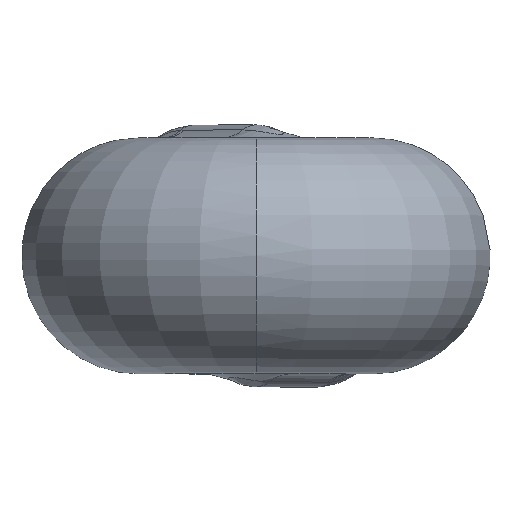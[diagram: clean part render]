
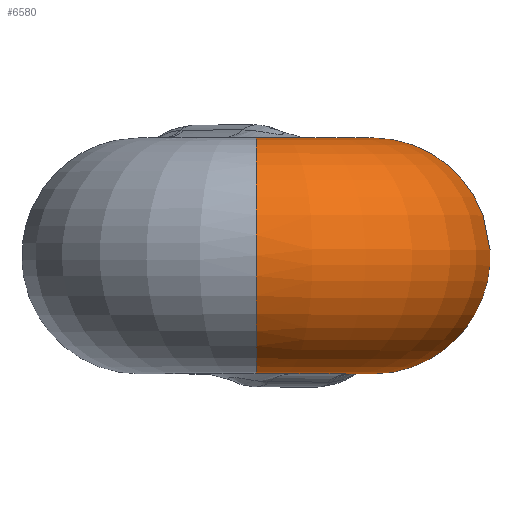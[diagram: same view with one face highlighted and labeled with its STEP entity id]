
A CAD part, top view. The second image highlights one B-rep face of the part: STEP entity #6580.
In plain terms, the highlighted toroidal (fillet/blend) face has major radius 2.25 mm and minor radius 2.25 mm.
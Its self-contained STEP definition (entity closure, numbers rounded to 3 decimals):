
#10 = VERTEX_POINT ( 'NONE', #100 ) ;
#100 = CARTESIAN_POINT ( 'NONE',  ( 0., -2.25, 7.75 ) ) ;
#426 = CARTESIAN_POINT ( 'NONE',  ( 0.517, -2.248, 3.213 ) ) ;
#437 = EDGE_LOOP ( 'NONE', ( #15947, #2026, #2571, #4499, #9424, #13177, #4750, #10725 ) ) ;
#698 = CARTESIAN_POINT ( 'NONE',  ( 1.81, -2.248, 4.01 ) ) ;
#714 = B_SPLINE_CURVE_WITH_KNOTS ( 'NONE', 3,
 ( #426, #11999, #13385, #16019 ),
 .UNSPECIFIED., .F., .F.,
 ( 4, 4 ),
 ( 0., 0. ),
 .UNSPECIFIED. ) ;
#831 = CARTESIAN_POINT ( 'NONE',  ( 0.928, -0.944, 1.301 ) ) ;
#908 = CARTESIAN_POINT ( 'NONE',  ( 0.964, -1.787, 1.967 ) ) ;
#1080 = CARTESIAN_POINT ( 'NONE',  ( 1.899, -2.241, 3.854 ) ) ;
#1442 = AXIS2_PLACEMENT_3D ( 'NONE', #14414, #3632, #9029 ) ;
#1678 = DIRECTION ( 'NONE',  ( 0., 0., 1. ) ) ;
#1914 = DIRECTION ( 'NONE',  ( 0., 0., 1. ) ) ;
#1949 = EDGE_CURVE ( 'NONE', #5629, #9026, #5710, .T. ) ;
#2026 = ORIENTED_EDGE ( 'NONE', *, *, #12156, .T. ) ;
#2475 = CARTESIAN_POINT ( 'NONE',  ( 0.713, -2.214, 2.909 ) ) ;
#2480 = VERTEX_POINT ( 'NONE', #11894 ) ;
#2568 = CARTESIAN_POINT ( 'NONE',  ( 2.253, -2.059, 3.263 ) ) ;
#2571 = ORIENTED_EDGE ( 'NONE', *, *, #12841, .F. ) ;
#2755 = AXIS2_PLACEMENT_3D ( 'NONE', #3037, #12268, #9409 ) ;
#3037 = CARTESIAN_POINT ( 'NONE',  ( 0., 0., 3.25 ) ) ;
#3237 = EDGE_CURVE ( 'NONE', #9026, #8205, #714, .T. ) ;
#3522 = CARTESIAN_POINT ( 'NONE',  ( 2.749, -1.557, 2.715 ) ) ;
#3632 = DIRECTION ( 'NONE',  ( -1., 0., 0. ) ) ;
#3774 = CARTESIAN_POINT ( 'NONE',  ( 2.357, 0.055, 1.667 ) ) ;
#3871 = CIRCLE ( 'NONE', #2755, 2.25 ) ;
#4132 = EDGE_CURVE ( 'NONE', #10, #2480, #8884, .T. ) ;
#4246 = DIRECTION ( 'NONE',  ( 0., 1., 0. ) ) ;
#4352 = CARTESIAN_POINT ( 'NONE',  ( 1.777, -2.25, 4.07 ) ) ;
#4499 = ORIENTED_EDGE ( 'NONE', *, *, #4132, .F. ) ;
#4617 = EDGE_CURVE ( 'NONE', #8205, #9162, #16955, .T. ) ;
#4750 = ORIENTED_EDGE ( 'NONE', *, *, #1949, .T. ) ;
#4790 = CARTESIAN_POINT ( 'NONE',  ( 2.628, -0.101, 1.844 ) ) ;
#4880 = CARTESIAN_POINT ( 'NONE',  ( 0.928, -1.547, 1.689 ) ) ;
#4961 = CARTESIAN_POINT ( 'NONE',  ( 2.156, -2.126, 3.403 ) ) ;
#5097 = DIRECTION ( 'NONE',  ( 0., 1., 0. ) ) ;
#5321 = CIRCLE ( 'NONE', #6185, 2.25 ) ;
#5377 = EDGE_CURVE ( 'NONE', #10, #6213, #12143, .T. ) ;
#5476 = DIRECTION ( 'NONE',  ( 0., 1., 0. ) ) ;
#5629 = VERTEX_POINT ( 'NONE', #698 ) ;
#5710 = B_SPLINE_CURVE_WITH_KNOTS ( 'NONE', 3,
 ( #11372, #1080, #6344, #4961, #2568, #8849, #3522, #16685, #10066, #14145, #11619, #15707, #7812, #16767, #4790, #7557, #3774, #12771, #6427, #15376, #15622, #14393, #14307, #6253, #16934, #14057, #12851, #831, #11705, #4880, #908, #11533, #6173, #2475, #17020, #16854 ),
 .UNSPECIFIED., .F., .F.,
 ( 4, 2, 2, 2, 2, 2, 2, 2, 2, 2, 2, 2, 2, 2, 2, 2, 2, 4 ),
 ( 0., 0.001, 0.001, 0.002, 0.003, 0.003, 0.003, 0.004, 0.004, 0.004, 0.005, 0.005, 0.006, 0.006, 0.006, 0.007, 0.008, 0.009 ),
 .UNSPECIFIED. ) ;
#5740 = CARTESIAN_POINT ( 'NONE',  ( 1.793, -2.249, 4.039 ) ) ;
#6069 = AXIS2_PLACEMENT_3D ( 'NONE', #10642, #5097, #7860 ) ;
#6173 = CARTESIAN_POINT ( 'NONE',  ( 0.855, -2.118, 2.592 ) ) ;
#6185 = AXIS2_PLACEMENT_3D ( 'NONE', #11603, #8913, #11513 ) ;
#6213 = VERTEX_POINT ( 'NONE', #16502 ) ;
#6236 = EDGE_CURVE ( 'NONE', #6213, #5629, #9480, .T. ) ;
#6253 = CARTESIAN_POINT ( 'NONE',  ( 1.11, -0.362, 1.168 ) ) ;
#6344 = CARTESIAN_POINT ( 'NONE',  ( 1.98, -2.216, 3.698 ) ) ;
#6427 = CARTESIAN_POINT ( 'NONE',  ( 2.129, 0.118, 1.538 ) ) ;
#6504 = CARTESIAN_POINT ( 'NONE',  ( 0.457, -2.25, 3.297 ) ) ;
#6580 = ADVANCED_FACE ( 'NONE', ( #13496 ), #9418, .T. ) ;
#6708 = CARTESIAN_POINT ( 'NONE',  ( 0., 2.25, 3.25 ) ) ;
#7106 = CARTESIAN_POINT ( 'NONE',  ( 0., 0., 5.5 ) ) ;
#7557 = CARTESIAN_POINT ( 'NONE',  ( 2.428, 0.023, 1.71 ) ) ;
#7812 = CARTESIAN_POINT ( 'NONE',  ( 2.851, -0.421, 2.068 ) ) ;
#7856 = VERTEX_POINT ( 'NONE', #6708 ) ;
#7860 = DIRECTION ( 'NONE',  ( 0., 0., 1. ) ) ;
#8205 = VERTEX_POINT ( 'NONE', #6504 ) ;
#8849 = CARTESIAN_POINT ( 'NONE',  ( 2.547, -1.804, 2.9 ) ) ;
#8884 = CIRCLE ( 'NONE', #1442, 2.25 ) ;
#8913 = DIRECTION ( 'NONE',  ( 0., 1., 0. ) ) ;
#9026 = VERTEX_POINT ( 'NONE', #16578 ) ;
#9029 = DIRECTION ( 'NONE',  ( 0., 0., 1. ) ) ;
#9117 = AXIS2_PLACEMENT_3D ( 'NONE', #7106, #4246, #1914 ) ;
#9162 = VERTEX_POINT ( 'NONE', #10298 ) ;
#9409 = DIRECTION ( 'NONE',  ( 0., 0., -1. ) ) ;
#9418 = TOROIDAL_SURFACE ( 'NONE', #9117, 2.25, 2.25 ) ;
#9424 = ORIENTED_EDGE ( 'NONE', *, *, #5377, .T. ) ;
#9480 = B_SPLINE_CURVE_WITH_KNOTS ( 'NONE', 3,
 ( #14733, #4352, #5740, #13606 ),
 .UNSPECIFIED., .F., .F.,
 ( 4, 4 ),
 ( 0., 0. ),
 .UNSPECIFIED. ) ;
#10066 = CARTESIAN_POINT ( 'NONE',  ( 2.938, -0.959, 2.37 ) ) ;
#10298 = CARTESIAN_POINT ( 'NONE',  ( 0., -2.25, 3.25 ) ) ;
#10642 = CARTESIAN_POINT ( 'NONE',  ( 0., -2.25, 5.5 ) ) ;
#10725 = ORIENTED_EDGE ( 'NONE', *, *, #3237, .T. ) ;
#11372 = CARTESIAN_POINT ( 'NONE',  ( 1.81, -2.248, 4.01 ) ) ;
#11513 = DIRECTION ( 'NONE',  ( 0., 0., 1. ) ) ;
#11533 = CARTESIAN_POINT ( 'NONE',  ( 0.899, -2.047, 2.429 ) ) ;
#11603 = CARTESIAN_POINT ( 'NONE',  ( 0., 2.25, 5.5 ) ) ;
#11619 = CARTESIAN_POINT ( 'NONE',  ( 2.919, -0.645, 2.198 ) ) ;
#11705 = CARTESIAN_POINT ( 'NONE',  ( 0.923, -1.107, 1.385 ) ) ;
#11894 = CARTESIAN_POINT ( 'NONE',  ( 0., 2.25, 7.75 ) ) ;
#11999 = CARTESIAN_POINT ( 'NONE',  ( 0.498, -2.249, 3.242 ) ) ;
#12143 = CIRCLE ( 'NONE', #6069, 2.25 ) ;
#12156 = EDGE_CURVE ( 'NONE', #9162, #7856, #3871, .T. ) ;
#12268 = DIRECTION ( 'NONE',  ( 1., 0., 0. ) ) ;
#12771 = CARTESIAN_POINT ( 'NONE',  ( 2.208, 0.103, 1.58 ) ) ;
#12841 = EDGE_CURVE ( 'NONE', #2480, #7856, #5321, .T. ) ;
#12851 = CARTESIAN_POINT ( 'NONE',  ( 0.977, -0.694, 1.218 ) ) ;
#13177 = ORIENTED_EDGE ( 'NONE', *, *, #6236, .T. ) ;
#13385 = CARTESIAN_POINT ( 'NONE',  ( 0.478, -2.25, 3.27 ) ) ;
#13496 = FACE_OUTER_BOUND ( 'NONE', #437, .T. ) ;
#13525 = CARTESIAN_POINT ( 'NONE',  ( 0., -2.25, 5.5 ) ) ;
#13606 = CARTESIAN_POINT ( 'NONE',  ( 1.81, -2.248, 4.01 ) ) ;
#14057 = CARTESIAN_POINT ( 'NONE',  ( 1., -0.608, 1.197 ) ) ;
#14145 = CARTESIAN_POINT ( 'NONE',  ( 2.931, -0.724, 2.242 ) ) ;
#14307 = CARTESIAN_POINT ( 'NONE',  ( 1.268, -0.145, 1.181 ) ) ;
#14393 = CARTESIAN_POINT ( 'NONE',  ( 1.412, -0.032, 1.223 ) ) ;
#14414 = CARTESIAN_POINT ( 'NONE',  ( 0., 0., 7.75 ) ) ;
#14733 = CARTESIAN_POINT ( 'NONE',  ( 1.762, -2.25, 4.101 ) ) ;
#15376 = CARTESIAN_POINT ( 'NONE',  ( 1.89, 0.134, 1.416 ) ) ;
#15622 = CARTESIAN_POINT ( 'NONE',  ( 1.723, 0.106, 1.341 ) ) ;
#15707 = CARTESIAN_POINT ( 'NONE',  ( 2.879, -0.494, 2.111 ) ) ;
#15947 = ORIENTED_EDGE ( 'NONE', *, *, #4617, .T. ) ;
#16019 = CARTESIAN_POINT ( 'NONE',  ( 0.457, -2.25, 3.297 ) ) ;
#16139 = AXIS2_PLACEMENT_3D ( 'NONE', #13525, #5476, #1678 ) ;
#16502 = CARTESIAN_POINT ( 'NONE',  ( 1.762, -2.25, 4.101 ) ) ;
#16578 = CARTESIAN_POINT ( 'NONE',  ( 0.517, -2.248, 3.213 ) ) ;
#16685 = CARTESIAN_POINT ( 'NONE',  ( 2.908, -1.118, 2.455 ) ) ;
#16767 = CARTESIAN_POINT ( 'NONE',  ( 2.737, -0.216, 1.934 ) ) ;
#16854 = CARTESIAN_POINT ( 'NONE',  ( 0.517, -2.248, 3.213 ) ) ;
#16934 = CARTESIAN_POINT ( 'NONE',  ( 1.067, -0.443, 1.172 ) ) ;
#16955 = CIRCLE ( 'NONE', #16139, 2.25 ) ;
#17020 = CARTESIAN_POINT ( 'NONE',  ( 0.616, -2.241, 3.062 ) ) ;
